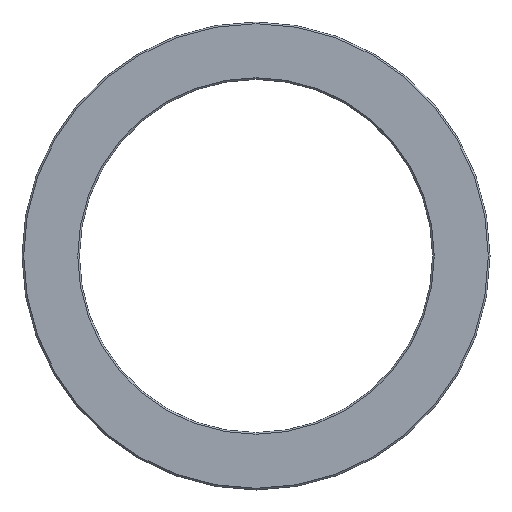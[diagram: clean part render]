
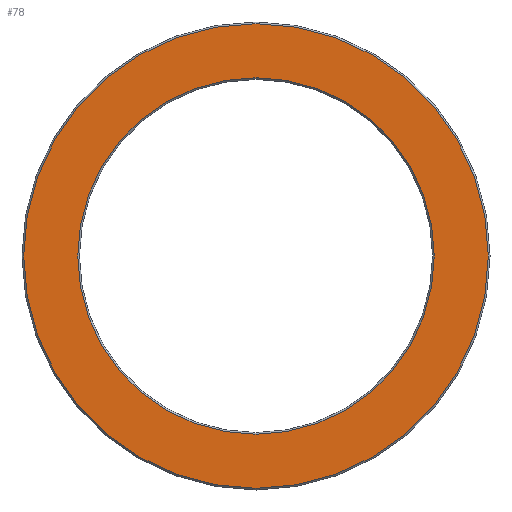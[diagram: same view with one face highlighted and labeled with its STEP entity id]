
A CAD part, front view. The second image highlights one B-rep face of the part: STEP entity #78.
In plain terms, the highlighted planar face has unit normal (0, -1, 0).
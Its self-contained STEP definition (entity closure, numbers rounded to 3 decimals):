
#42 = DIRECTION ( 'NONE',  ( 0., 0., -1. ) ) ;
#43 = DIRECTION ( 'NONE',  ( 0., -1., 0. ) ) ;
#44 = CARTESIAN_POINT ( 'NONE',  ( 0., 0., 0. ) ) ;
#78 = ADVANCED_FACE ( 'NONE', ( #650, #806 ), #722, .T. ) ;
#109 = AXIS2_PLACEMENT_3D ( 'NONE', #729, #777, #718 ) ;
#118 = CIRCLE ( 'NONE', #150, 41.9 ) ;
#120 = EDGE_CURVE ( 'NONE', #358, #445, #118, .T. ) ;
#150 = AXIS2_PLACEMENT_3D ( 'NONE', #696, #789, #787 ) ;
#165 = CARTESIAN_POINT ( 'NONE',  ( 0., 0., -54.6 ) ) ;
#208 = CIRCLE ( 'NONE', #827, 54.6 ) ;
#211 = DIRECTION ( 'NONE',  ( 0., 0., -1. ) ) ;
#212 = DIRECTION ( 'NONE',  ( 0., -1., 0. ) ) ;
#214 = CARTESIAN_POINT ( 'NONE',  ( 0., 0., 0. ) ) ;
#239 = ORIENTED_EDGE ( 'NONE', *, *, #244, .T. ) ;
#244 = EDGE_CURVE ( 'NONE', #445, #358, #289, .T. ) ;
#255 = CARTESIAN_POINT ( 'NONE',  ( 0., 0., 41.9 ) ) ;
#285 = ORIENTED_EDGE ( 'NONE', *, *, #463, .T. ) ;
#289 = CIRCLE ( 'NONE', #599, 41.9 ) ;
#294 = EDGE_LOOP ( 'NONE', ( #285, #403 ) ) ;
#299 = AXIS2_PLACEMENT_3D ( 'NONE', #214, #212, #211 ) ;
#358 = VERTEX_POINT ( 'NONE', #440 ) ;
#377 = VERTEX_POINT ( 'NONE', #432 ) ;
#403 = ORIENTED_EDGE ( 'NONE', *, *, #572, .T. ) ;
#432 = CARTESIAN_POINT ( 'NONE',  ( 0., 0., 54.6 ) ) ;
#440 = CARTESIAN_POINT ( 'NONE',  ( 0., 0., -41.9 ) ) ;
#445 = VERTEX_POINT ( 'NONE', #255 ) ;
#463 = EDGE_CURVE ( 'NONE', #377, #499, #482, .T. ) ;
#482 = CIRCLE ( 'NONE', #299, 54.6 ) ;
#499 = VERTEX_POINT ( 'NONE', #165 ) ;
#540 = ORIENTED_EDGE ( 'NONE', *, *, #120, .T. ) ;
#544 = EDGE_LOOP ( 'NONE', ( #540, #239 ) ) ;
#572 = EDGE_CURVE ( 'NONE', #499, #377, #208, .T. ) ;
#573 = DIRECTION ( 'NONE',  ( 0., 0., -1. ) ) ;
#574 = DIRECTION ( 'NONE',  ( 0., 1., 0. ) ) ;
#577 = CARTESIAN_POINT ( 'NONE',  ( 0., 0., 0. ) ) ;
#599 = AXIS2_PLACEMENT_3D ( 'NONE', #577, #574, #573 ) ;
#650 = FACE_BOUND ( 'NONE', #544, .T. ) ;
#696 = CARTESIAN_POINT ( 'NONE',  ( 0., 0., 0. ) ) ;
#718 = DIRECTION ( 'NONE',  ( 0., 0., -1. ) ) ;
#722 = PLANE ( 'NONE',  #109 ) ;
#729 = CARTESIAN_POINT ( 'NONE',  ( -41.5, 0., 0. ) ) ;
#777 = DIRECTION ( 'NONE',  ( 0., -1., 0. ) ) ;
#787 = DIRECTION ( 'NONE',  ( 0., 0., -1. ) ) ;
#789 = DIRECTION ( 'NONE',  ( 0., 1., 0. ) ) ;
#806 = FACE_OUTER_BOUND ( 'NONE', #294, .T. ) ;
#827 = AXIS2_PLACEMENT_3D ( 'NONE', #44, #43, #42 ) ;
